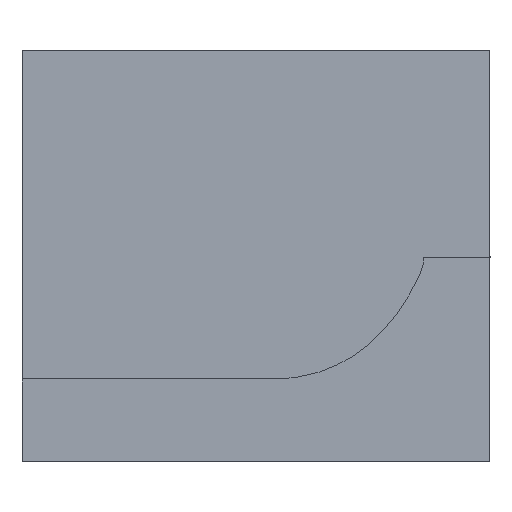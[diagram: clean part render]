
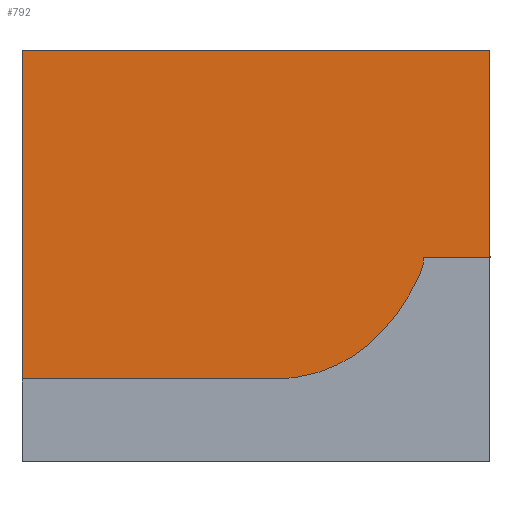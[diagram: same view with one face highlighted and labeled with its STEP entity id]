
A CAD part, front view. The second image highlights one B-rep face of the part: STEP entity #792.
In plain terms, the highlighted planar face has unit normal (0, -1, 0).
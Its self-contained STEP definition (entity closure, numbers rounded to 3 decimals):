
#78=LINE('',#3649,#147);
#79=LINE('',#3666,#148);
#80=LINE('',#3668,#149);
#81=LINE('',#3670,#150);
#82=LINE('',#3672,#151);
#147=VECTOR('',#1059,1.);
#148=VECTOR('',#1062,1.);
#149=VECTOR('',#1063,1.);
#150=VECTOR('',#1064,1.);
#151=VECTOR('',#1065,1.);
#176=B_SPLINE_CURVE_WITH_KNOTS('',3,(#3652,#3653,#3654,#3655,#3656,#3657,
#3658,#3659,#3660,#3661,#3662,#3663,#3664),.UNSPECIFIED.,.F.,.F.,(4,3,3,
3,4),(0.39,0.856,1.322,1.836,
2.432),.UNSPECIFIED.);
#177=B_SPLINE_CURVE_WITH_KNOTS('',3,(#3673,#3674,#3675,#3676,#3677,#3678,
#3679,#3680,#3681,#3682,#3683,#3684),.UNSPECIFIED.,.F.,.F.,(4,2,2,2,2,4),
(-9.301,-6.116,-3.186,-0.925,
-0.407,0.),.UNSPECIFIED.);
#252=FACE_OUTER_BOUND('',#307,.T.);
#307=EDGE_LOOP('',(#653,#654,#655,#656,#657,#658,#659));
#393=VERTEX_POINT('',#3624);
#397=VERTEX_POINT('',#3647);
#398=VERTEX_POINT('',#3651);
#399=VERTEX_POINT('',#3665);
#400=VERTEX_POINT('',#3667);
#401=VERTEX_POINT('',#3669);
#402=VERTEX_POINT('',#3671);
#486=EDGE_CURVE('',#393,#397,#78,.T.);
#487=EDGE_CURVE('',#398,#393,#176,.T.);
#488=EDGE_CURVE('',#399,#397,#79,.T.);
#489=EDGE_CURVE('',#400,#399,#80,.T.);
#490=EDGE_CURVE('',#400,#401,#81,.T.);
#491=EDGE_CURVE('',#401,#402,#82,.T.);
#492=EDGE_CURVE('',#402,#398,#177,.T.);
#653=ORIENTED_EDGE('',*,*,#487,.T.);
#654=ORIENTED_EDGE('',*,*,#486,.T.);
#655=ORIENTED_EDGE('',*,*,#488,.F.);
#656=ORIENTED_EDGE('',*,*,#489,.F.);
#657=ORIENTED_EDGE('',*,*,#490,.T.);
#658=ORIENTED_EDGE('',*,*,#491,.T.);
#659=ORIENTED_EDGE('',*,*,#492,.T.);
#749=PLANE('',#887);
#792=ADVANCED_FACE('',(#252),#749,.T.);
#887=AXIS2_PLACEMENT_3D('',#3650,#1060,#1061);
#1059=DIRECTION('',(0.,0.,1.));
#1060=DIRECTION('center_axis',(0.,-1.,0.));
#1061=DIRECTION('ref_axis',(1.,0.,0.));
#1062=DIRECTION('',(1.,0.,0.));
#1063=DIRECTION('',(0.,0.,1.));
#1064=DIRECTION('',(1.,0.,0.));
#1065=DIRECTION('',(1.,0.,0.));
#3624=CARTESIAN_POINT('',(6.25,-2.735,-0.082));
#3647=CARTESIAN_POINT('',(6.25,-2.735,5.454));
#3649=CARTESIAN_POINT('',(6.25,-2.735,-5.546));
#3650=CARTESIAN_POINT('Origin',(-6.25,-2.735,-5.546));
#3651=CARTESIAN_POINT('',(4.481,-2.735,-0.082));
#3652=CARTESIAN_POINT('Ctrl Pts',(4.481,-2.735,-0.082));
#3653=CARTESIAN_POINT('Ctrl Pts',(4.638,-2.735,-0.082));
#3654=CARTESIAN_POINT('Ctrl Pts',(4.793,-2.735,-0.082));
#3655=CARTESIAN_POINT('Ctrl Pts',(4.945,-2.735,-0.082));
#3656=CARTESIAN_POINT('Ctrl Pts',(5.097,-2.735,-0.082));
#3657=CARTESIAN_POINT('Ctrl Pts',(5.246,-2.735,-0.082));
#3658=CARTESIAN_POINT('Ctrl Pts',(5.387,-2.735,-0.082));
#3659=CARTESIAN_POINT('Ctrl Pts',(5.544,-2.735,-0.082));
#3660=CARTESIAN_POINT('Ctrl Pts',(5.692,-2.735,-0.082));
#3661=CARTESIAN_POINT('Ctrl Pts',(5.829,-2.735,-0.082));
#3662=CARTESIAN_POINT('Ctrl Pts',(5.987,-2.735,-0.082));
#3663=CARTESIAN_POINT('Ctrl Pts',(6.13,-2.735,-0.082));
#3664=CARTESIAN_POINT('Ctrl Pts',(6.25,-2.735,-0.082));
#3665=CARTESIAN_POINT('',(-6.25,-2.735,5.454));
#3666=CARTESIAN_POINT('',(6.25,-2.735,5.454));
#3667=CARTESIAN_POINT('',(-6.25,-2.735,-3.33));
#3668=CARTESIAN_POINT('',(-6.25,-2.735,-5.546));
#3669=CARTESIAN_POINT('',(-4.481,-2.735,-3.33));
#3670=CARTESIAN_POINT('',(-5.366,-2.735,-3.33));
#3671=CARTESIAN_POINT('',(0.519,-2.735,-3.33));
#3672=CARTESIAN_POINT('',(-3.699,-2.735,-3.33));
#3673=CARTESIAN_POINT('Ctrl Pts',(0.519,-2.735,-3.33));
#3674=CARTESIAN_POINT('Ctrl Pts',(0.816,-2.735,-3.33));
#3675=CARTESIAN_POINT('Ctrl Pts',(1.257,-2.735,-3.297));
#3676=CARTESIAN_POINT('Ctrl Pts',(2.242,-2.735,-2.955));
#3677=CARTESIAN_POINT('Ctrl Pts',(2.671,-2.735,-2.703));
#3678=CARTESIAN_POINT('Ctrl Pts',(3.338,-2.735,-2.127));
#3679=CARTESIAN_POINT('Ctrl Pts',(3.68,-2.735,-1.762));
#3680=CARTESIAN_POINT('Ctrl Pts',(4.116,-2.735,-1.046));
#3681=CARTESIAN_POINT('Ctrl Pts',(4.271,-2.735,-0.783));
#3682=CARTESIAN_POINT('Ctrl Pts',(4.451,-2.735,-0.356));
#3683=CARTESIAN_POINT('Ctrl Pts',(4.482,-2.735,-0.217));
#3684=CARTESIAN_POINT('Ctrl Pts',(4.481,-2.735,-0.082));
